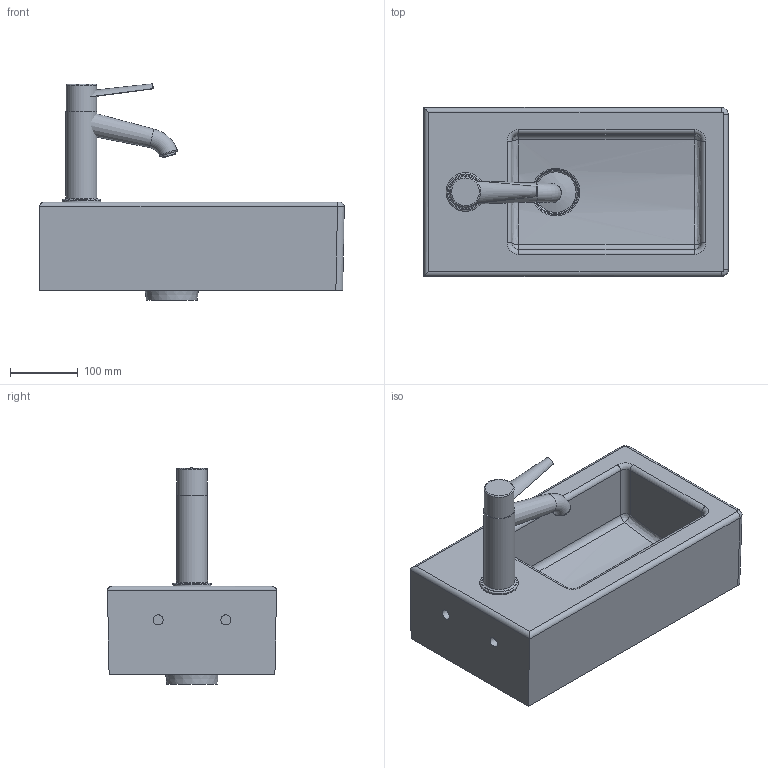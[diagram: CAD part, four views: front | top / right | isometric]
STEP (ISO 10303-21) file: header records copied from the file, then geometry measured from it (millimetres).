
FILE_DESCRIPTION((''),'2;1');
FILE_NAME('070225.stp','2008-11-20T18:27:04',('Huebner'),(''),'Autodesk Inventor 11','Autodesk Inventor 11','');
FILE_SCHEMA(('AUTOMOTIVE_DESIGN { 1 0 10303 214 1 1 1 1 }'));
Length unit declared in the file: millimetre
Products named in the file (9): 070225; Stopfen; Kelch; Baterie_Zusatz_VERO; hebel_Zusatz_VERO; Hebel2; Griff2; Neoperl2
Assembly tree (8 placements, depth 3):
  070225
    070225
    Stopfen
    Kelch
    Baterie_Zusatz_VERO
      hebel_Zusatz_VERO
      Hebel2
      Griff2
      Neoperl2
Bounding box: 449.86 x 249.73 x 319.77 mm (x, y, z)
Volume: 7399140.2 mm3; surface area: 623909.6 mm2
Topology: 7 solids, 7 shells, 140 faces, 311 edges, 185 vertices
Faces by surface type: cylinder 53, plane 42, bspline 24, torus 17, cone 4
Full cylindrical faces by diameter (mm): 15 x2, 16 x1, 20 x2, 35 x1, 42 x1, 44 x1, 45 x1, 46 x1, 52 x1, 57.193 x1, 60 x1
Entity records: 8695 total; most frequent: CARTESIAN_POINT 5546, DIRECTION 659, ORIENTED_EDGE 548, AXIS2_PLACEMENT_3D 277, EDGE_CURVE 274, EDGE_LOOP 183, VERTEX_POINT 179, FACE_OUTER_BOUND 140
